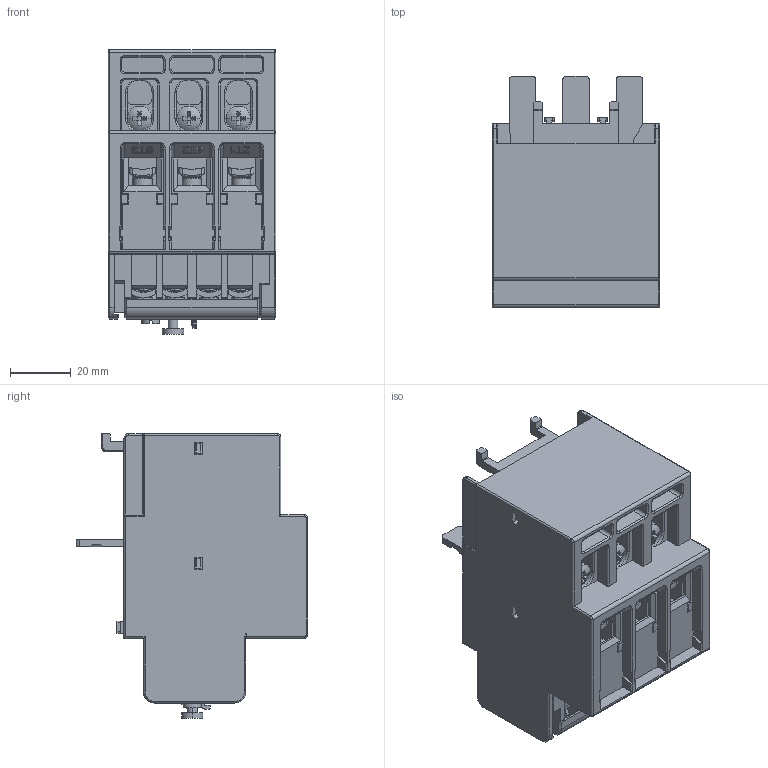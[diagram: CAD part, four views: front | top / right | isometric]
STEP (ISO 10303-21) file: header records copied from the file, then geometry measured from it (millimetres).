
FILE_DESCRIPTION((''),'2;1');
FILE_NAME('2331007600_SW0001','2025-09-29T',('li.xiao'),(''),'PRO/ENGINEER BY PARAMETRIC TECHNOLOGY CORPORATION, 2017170','PRO/ENGINEER BY PARAMETRIC TECHNOLOGY CORPORATION, 2017170','');
FILE_SCHEMA(('CONFIG_CONTROL_DESIGN'));
Products named in the file (1): 2331007600_SW0001
Bounding box: 55 x 75.8 x 93.3 mm (x, y, z)
Volume: 183747.2 mm3; surface area: 70571.8 mm2
Topology: 4 solids, 4 shells, 3405 faces, 9228 edges, 5900 vertices
Faces by surface type: plane 2129, cylinder 813, extrusion 188, cone 96, torus 88, bspline 65, sphere 26
Entity records: 114525 total; most frequent: CARTESIAN_POINT 29509, ORIENTED_EDGE 18440, DIRECTION 16529, EDGE_CURVE 9220, VECTOR 6669, LINE 6481, VERTEX_POINT 5900, AXIS2_PLACEMENT_3D 4930
